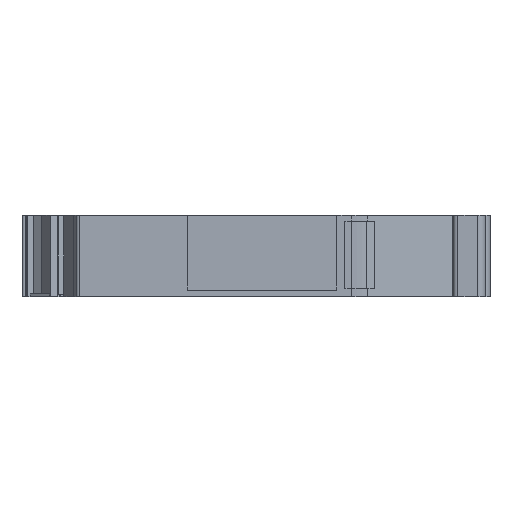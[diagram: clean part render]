
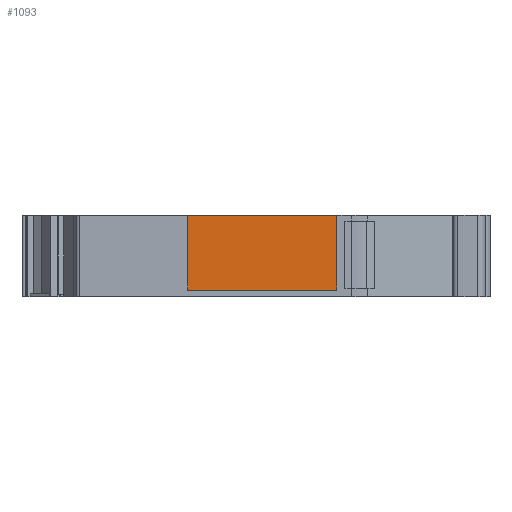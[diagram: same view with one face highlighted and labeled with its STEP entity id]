
A CAD part, left-side view. The second image highlights one B-rep face of the part: STEP entity #1093.
In plain terms, the highlighted planar face has unit normal (-1, 0, 0).
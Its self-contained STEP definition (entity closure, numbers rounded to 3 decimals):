
#78 = VERTEX_POINT ( 'NONE', #3147 ) ;
#83 = CARTESIAN_POINT ( 'NONE',  ( -24.2, 28.251, 1. ) ) ;
#239 = LINE ( 'NONE', #83, #6733 ) ;
#857 = PLANE ( 'NONE',  #3052 ) ;
#984 = VECTOR ( 'NONE', #2131, 1000. ) ;
#1093 = ADVANCED_FACE ( 'NONE', ( #4768 ), #857, .T. ) ;
#1178 = CARTESIAN_POINT ( 'NONE',  ( -24.2, 9.851, 1. ) ) ;
#1246 = ORIENTED_EDGE ( 'NONE', *, *, #5817, .T. ) ;
#1478 = DIRECTION ( 'NONE',  ( 0., 0., 1. ) ) ;
#1983 = CARTESIAN_POINT ( 'NONE',  ( -24.2, 28.251, 0.8 ) ) ;
#1992 = VERTEX_POINT ( 'NONE', #7416 ) ;
#2045 = DIRECTION ( 'NONE',  ( 0., 1., 0. ) ) ;
#2131 = DIRECTION ( 'NONE',  ( 0., -1., 0. ) ) ;
#2637 = CARTESIAN_POINT ( 'NONE',  ( -24.2, 8.002, 10. ) ) ;
#2877 = VECTOR ( 'NONE', #2045, 1000. ) ;
#2937 = EDGE_CURVE ( 'NONE', #7015, #4698, #5784, .T. ) ;
#2948 = ORIENTED_EDGE ( 'NONE', *, *, #2937, .T. ) ;
#3052 = AXIS2_PLACEMENT_3D ( 'NONE', #5165, #5198, #1478 ) ;
#3147 = CARTESIAN_POINT ( 'NONE',  ( -24.2, 9.851, 10. ) ) ;
#4534 = VECTOR ( 'NONE', #6836, 1000. ) ;
#4698 = VERTEX_POINT ( 'NONE', #7299 ) ;
#4768 = FACE_OUTER_BOUND ( 'NONE', #7350, .T. ) ;
#4919 = ORIENTED_EDGE ( 'NONE', *, *, #6165, .F. ) ;
#5165 = CARTESIAN_POINT ( 'NONE',  ( -24.2, 8.002, 84.604 ) ) ;
#5198 = DIRECTION ( 'NONE',  ( -1., 0., 0. ) ) ;
#5630 = LINE ( 'NONE', #2637, #2877 ) ;
#5745 = CARTESIAN_POINT ( 'NONE',  ( -24.2, 10.851, 0.8 ) ) ;
#5784 = LINE ( 'NONE', #5745, #984 ) ;
#5817 = EDGE_CURVE ( 'NONE', #78, #1992, #5630, .T. ) ;
#6165 = EDGE_CURVE ( 'NONE', #78, #4698, #6246, .T. ) ;
#6246 = LINE ( 'NONE', #1178, #4534 ) ;
#6324 = EDGE_CURVE ( 'NONE', #7015, #1992, #239, .T. ) ;
#6399 = ORIENTED_EDGE ( 'NONE', *, *, #6324, .F. ) ;
#6733 = VECTOR ( 'NONE', #6923, 1000. ) ;
#6836 = DIRECTION ( 'NONE',  ( 0., 0., -1. ) ) ;
#6923 = DIRECTION ( 'NONE',  ( 0., 0., 1. ) ) ;
#7015 = VERTEX_POINT ( 'NONE', #1983 ) ;
#7299 = CARTESIAN_POINT ( 'NONE',  ( -24.2, 9.851, 0.8 ) ) ;
#7350 = EDGE_LOOP ( 'NONE', ( #4919, #1246, #6399, #2948 ) ) ;
#7416 = CARTESIAN_POINT ( 'NONE',  ( -24.2, 28.251, 10. ) ) ;
